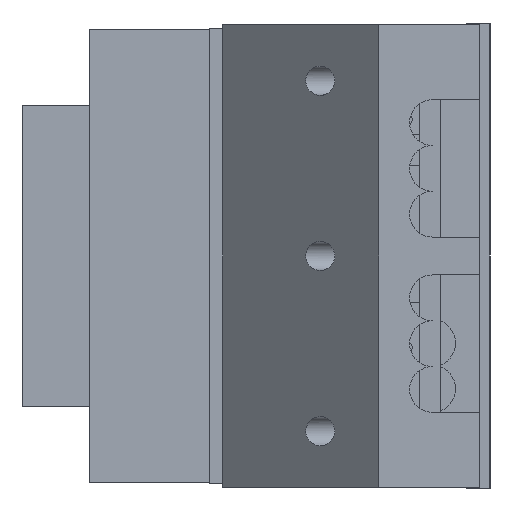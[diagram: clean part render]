
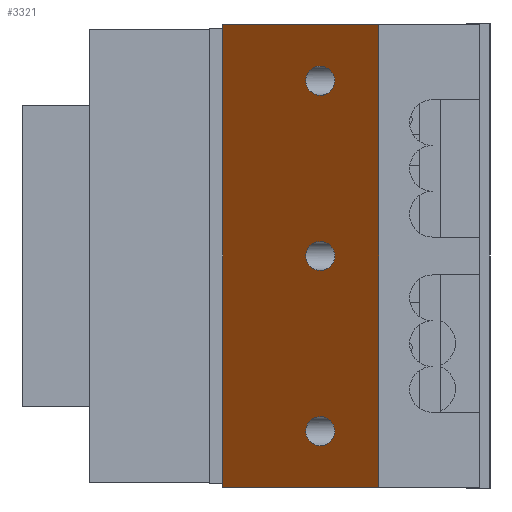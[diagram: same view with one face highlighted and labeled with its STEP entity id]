
A CAD part, left-side view. The second image highlights one B-rep face of the part: STEP entity #3321.
In plain terms, the highlighted planar face has unit normal (-0.707, 0.707, 0).
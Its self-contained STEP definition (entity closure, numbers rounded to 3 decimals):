
#11 = CARTESIAN_POINT ( 'NONE',  ( -104.75, 35.327, -47.65 ) ) ;
#31 = LINE ( 'NONE', #9995, #16079 ) ;
#181 = FACE_BOUND ( 'NONE', #4944, .T. ) ;
#202 = CARTESIAN_POINT ( 'NONE',  ( -97.45, 42.627, 40.35 ) ) ;
#226 = CARTESIAN_POINT ( 'NONE',  ( -97.45, 42.627, 40.35 ) ) ;
#330 = CARTESIAN_POINT ( 'NONE',  ( -97.45, 42.627, -40.35 ) ) ;
#631 = EDGE_CURVE ( 'Defeature ausgef�hrt1_271+Defeature ausgef�hrt1_270+Defeature ausgef�hrt1_272+Defeature ausgef�hrt1_273', #15830, #16322, #3520, .T. ) ;
#634 = CARTESIAN_POINT ( 'NONE',  ( -97.45, 42.627, 3.65 ) ) ;
#919 = CARTESIAN_POINT ( 'NONE',  ( -90.15, 49.927, 40.35 ) ) ;
#1477 = CARTESIAN_POINT ( 'NONE',  ( -104.75, 35.327, 40.35 ) ) ;
#1600 = ORIENTED_EDGE ( 'NONE', *, *, #2219, .T. ) ;
#1745 = DIRECTION ( 'NONE',  ( 0.707, 0.707, 0. ) ) ;
#1832 = CARTESIAN_POINT ( 'NONE',  ( -97.45, 42.627, -47.65 ) ) ;
#2219 = EDGE_CURVE ( 'Defeature ausgef�hrt1_271+Defeature ausgef�hrt1_363+Defeature ausgef�hrt1_363+Defeature ausgef�hrt1_363', #6404, #15413, #4010, .T. ) ;
#2294 = CARTESIAN_POINT ( 'NONE',  ( -90.15, 49.927, 47.65 ) ) ;
#2326 = VERTEX_POINT ( 'NONE', #3981 ) ;
#2387 = EDGE_LOOP ( 'NONE', ( #1600, #4416 ) ) ;
#2559 =( BOUNDED_CURVE ( )  B_SPLINE_CURVE ( 3, ( #5412, #8106, #5573, #330 ),
 .UNSPECIFIED., .F., .F. ) 
 B_SPLINE_CURVE_WITH_KNOTS ( ( 4, 4 ),
 ( 4.712, 7.854 ),
 .UNSPECIFIED. ) 
 CURVE ( )  GEOMETRIC_REPRESENTATION_ITEM ( )  RATIONAL_B_SPLINE_CURVE ( ( 1., 0.333, 0.333, 1. ) ) 
 REPRESENTATION_ITEM ( '' )  );
#2565 = EDGE_CURVE ( 'Defeature ausgef�hrt1_271+Defeature ausgef�hrt1_358+Defeature ausgef�hrt1_358+Defeature ausgef�hrt1_358', #16184, #11819, #5536, .T. ) ;
#2572 = CARTESIAN_POINT ( 'NONE',  ( -112.14, 27.937, -58.1 ) ) ;
#2735 = CARTESIAN_POINT ( 'NONE',  ( -97.45, 42.627, -40.35 ) ) ;
#2752 = CARTESIAN_POINT ( 'NONE',  ( -97.45, 42.627, 3.65 ) ) ;
#2885 = EDGE_LOOP ( 'NONE', ( #13672, #10326 ) ) ;
#3321 = ADVANCED_FACE ( 'Defeature ausgef�hrt1_271', ( #181, #15645, #11494, #16028 ), #9201, .F. ) ;
#3520 = LINE ( 'NONE', #7341, #8684 ) ;
#3981 = CARTESIAN_POINT ( 'NONE',  ( -112.14, 27.937, 58.1 ) ) ;
#4010 =( BOUNDED_CURVE ( )  B_SPLINE_CURVE ( 3, ( #12554, #7635, #8917, #6252 ),
 .UNSPECIFIED., .F., .F. ) 
 B_SPLINE_CURVE_WITH_KNOTS ( ( 4, 4 ),
 ( 1.571, 4.712 ),
 .UNSPECIFIED. ) 
 CURVE ( )  GEOMETRIC_REPRESENTATION_ITEM ( )  RATIONAL_B_SPLINE_CURVE ( ( 1., 0.333, 0.333, 1. ) ) 
 REPRESENTATION_ITEM ( '' )  );
#4036 = CARTESIAN_POINT ( 'NONE',  ( -97.45, 42.627, -47.65 ) ) ;
#4177 = CARTESIAN_POINT ( 'NONE',  ( -97.45, 42.627, 47.65 ) ) ;
#4416 = ORIENTED_EDGE ( 'NONE', *, *, #14087, .T. ) ;
#4485 = CARTESIAN_POINT ( 'NONE',  ( -90.15, 49.927, -3.65 ) ) ;
#4930 = CARTESIAN_POINT ( 'NONE',  ( -97.45, 42.627, 47.65 ) ) ;
#4944 = EDGE_LOOP ( 'NONE', ( #11140, #13451 ) ) ;
#5212 = EDGE_LOOP ( 'NONE', ( #7437, #7150, #11424, #10888 ) ) ;
#5351 = VECTOR ( 'NONE', #15059, 1000. ) ;
#5412 = CARTESIAN_POINT ( 'NONE',  ( -97.45, 42.627, -47.65 ) ) ;
#5511 =( BOUNDED_CURVE ( )  B_SPLINE_CURVE ( 3, ( #13143, #4485, #14285, #634 ),
 .UNSPECIFIED., .F., .F. ) 
 B_SPLINE_CURVE_WITH_KNOTS ( ( 4, 4 ),
 ( 4.712, 7.854 ),
 .UNSPECIFIED. ) 
 CURVE ( )  GEOMETRIC_REPRESENTATION_ITEM ( )  RATIONAL_B_SPLINE_CURVE ( ( 1., 0.333, 0.333, 1. ) ) 
 REPRESENTATION_ITEM ( '' )  );
#5536 =( BOUNDED_CURVE ( )  B_SPLINE_CURVE ( 3, ( #13647, #919, #2294, #11146 ),
 .UNSPECIFIED., .F., .F. ) 
 B_SPLINE_CURVE_WITH_KNOTS ( ( 4, 4 ),
 ( 4.712, 7.854 ),
 .UNSPECIFIED. ) 
 CURVE ( )  GEOMETRIC_REPRESENTATION_ITEM ( )  RATIONAL_B_SPLINE_CURVE ( ( 1., 0.333, 0.333, 1. ) ) 
 REPRESENTATION_ITEM ( '' )  );
#5565 = EDGE_CURVE ( 'Defeature ausgef�hrt1_271+Defeature ausgef�hrt1_368+Defeature ausgef�hrt1_368+Defeature ausgef�hrt1_368', #6308, #16226, #11586, .T. ) ;
#5573 = CARTESIAN_POINT ( 'NONE',  ( -90.15, 49.927, -40.35 ) ) ;
#5899 = CARTESIAN_POINT ( 'NONE',  ( -72.977, 67.1, -58.1 ) ) ;
#6032 = CARTESIAN_POINT ( 'NONE',  ( -72.977, 67.1, 58.1 ) ) ;
#6091 = CARTESIAN_POINT ( 'NONE',  ( -112.14, 27.937, -58.1 ) ) ;
#6252 = CARTESIAN_POINT ( 'NONE',  ( -97.45, 42.627, -3.65 ) ) ;
#6308 = VERTEX_POINT ( 'NONE', #11212 ) ;
#6362 = CARTESIAN_POINT ( 'NONE',  ( -97.45, 42.627, -3.65 ) ) ;
#6404 = VERTEX_POINT ( 'NONE', #2752 ) ;
#6725 =( BOUNDED_CURVE ( )  B_SPLINE_CURVE ( 3, ( #4177, #13064, #1477, #202 ),
 .UNSPECIFIED., .F., .F. ) 
 B_SPLINE_CURVE_WITH_KNOTS ( ( 4, 4 ),
 ( 1.571, 4.712 ),
 .UNSPECIFIED. ) 
 CURVE ( )  GEOMETRIC_REPRESENTATION_ITEM ( )  RATIONAL_B_SPLINE_CURVE ( ( 1., 0.333, 0.333, 1. ) ) 
 REPRESENTATION_ITEM ( '' )  );
#7150 = ORIENTED_EDGE ( 'NONE', *, *, #16034, .F. ) ;
#7341 = CARTESIAN_POINT ( 'NONE',  ( -72.977, 67.1, 58.1 ) ) ;
#7437 = ORIENTED_EDGE ( 'NONE', *, *, #9574, .T. ) ;
#7635 = CARTESIAN_POINT ( 'NONE',  ( -104.75, 35.327, 3.65 ) ) ;
#7928 = CARTESIAN_POINT ( 'NONE',  ( -112.14, 27.937, 58.1 ) ) ;
#8106 = CARTESIAN_POINT ( 'NONE',  ( -90.15, 49.927, -47.65 ) ) ;
#8615 = EDGE_CURVE ( 'Defeature ausgef�hrt1_271+Defeature ausgef�hrt1_368+Defeature ausgef�hrt1_368+Defeature ausgef�hrt1_368', #16226, #6308, #2559, .T. ) ;
#8684 = VECTOR ( 'NONE', #14811, 1000. ) ;
#8899 = LINE ( 'NONE', #2572, #5351 ) ;
#8917 = CARTESIAN_POINT ( 'NONE',  ( -104.75, 35.327, -3.65 ) ) ;
#9201 = PLANE ( 'NONE',  #15306 ) ;
#9574 = EDGE_CURVE ( 'Defeature ausgef�hrt1_271+Defeature ausgef�hrt1_273+Defeature ausgef�hrt1_270+Defeature ausgef�hrt1_265', #16322, #13426, #8899, .T. ) ;
#9995 = CARTESIAN_POINT ( 'NONE',  ( -112.14, 27.937, 58.1 ) ) ;
#10326 = ORIENTED_EDGE ( 'NONE', *, *, #2565, .T. ) ;
#10888 = ORIENTED_EDGE ( 'NONE', *, *, #631, .T. ) ;
#11140 = ORIENTED_EDGE ( 'NONE', *, *, #5565, .T. ) ;
#11146 = CARTESIAN_POINT ( 'NONE',  ( -97.45, 42.627, 47.65 ) ) ;
#11212 = CARTESIAN_POINT ( 'NONE',  ( -97.45, 42.627, -40.35 ) ) ;
#11424 = ORIENTED_EDGE ( 'NONE', *, *, #15618, .F. ) ;
#11494 = FACE_BOUND ( 'NONE', #2885, .T. ) ;
#11580 = CARTESIAN_POINT ( 'NONE',  ( -104.75, 35.327, -40.35 ) ) ;
#11586 =( BOUNDED_CURVE ( )  B_SPLINE_CURVE ( 3, ( #2735, #11580, #11, #4036 ),
 .UNSPECIFIED., .F., .F. ) 
 B_SPLINE_CURVE_WITH_KNOTS ( ( 4, 4 ),
 ( 1.571, 4.712 ),
 .UNSPECIFIED. ) 
 CURVE ( )  GEOMETRIC_REPRESENTATION_ITEM ( )  RATIONAL_B_SPLINE_CURVE ( ( 1., 0.333, 0.333, 1. ) ) 
 REPRESENTATION_ITEM ( '' )  );
#11761 = DIRECTION ( 'NONE',  ( -0.707, -0.707, 0. ) ) ;
#11806 = CARTESIAN_POINT ( 'NONE',  ( -112.14, 27.937, 58.1 ) ) ;
#11819 = VERTEX_POINT ( 'NONE', #4930 ) ;
#12554 = CARTESIAN_POINT ( 'NONE',  ( -97.45, 42.627, 3.65 ) ) ;
#13064 = CARTESIAN_POINT ( 'NONE',  ( -104.75, 35.327, 47.65 ) ) ;
#13074 = EDGE_CURVE ( 'Defeature ausgef�hrt1_271+Defeature ausgef�hrt1_358+Defeature ausgef�hrt1_358+Defeature ausgef�hrt1_358', #11819, #16184, #6725, .T. ) ;
#13143 = CARTESIAN_POINT ( 'NONE',  ( -97.45, 42.627, -3.65 ) ) ;
#13426 = VERTEX_POINT ( 'NONE', #6091 ) ;
#13451 = ORIENTED_EDGE ( 'NONE', *, *, #8615, .T. ) ;
#13647 = CARTESIAN_POINT ( 'NONE',  ( -97.45, 42.627, 40.35 ) ) ;
#13672 = ORIENTED_EDGE ( 'NONE', *, *, #13074, .T. ) ;
#14087 = EDGE_CURVE ( 'Defeature ausgef�hrt1_271+Defeature ausgef�hrt1_363+Defeature ausgef�hrt1_363+Defeature ausgef�hrt1_363', #15413, #6404, #5511, .T. ) ;
#14285 = CARTESIAN_POINT ( 'NONE',  ( -90.15, 49.927, 3.65 ) ) ;
#14405 = DIRECTION ( 'NONE',  ( 0.707, -0.707, 0. ) ) ;
#14811 = DIRECTION ( 'NONE',  ( 0., 0., -1. ) ) ;
#15059 = DIRECTION ( 'NONE',  ( -0.707, -0.707, 0. ) ) ;
#15092 = LINE ( 'NONE', #11806, #16096 ) ;
#15097 = DIRECTION ( 'NONE',  ( 0., 0., -1. ) ) ;
#15306 = AXIS2_PLACEMENT_3D ( 'NONE', #7928, #14405, #1745 ) ;
#15413 = VERTEX_POINT ( 'NONE', #6362 ) ;
#15618 = EDGE_CURVE ( 'Defeature ausgef�hrt1_272+Defeature ausgef�hrt1_271+Defeature ausgef�hrt1_270+Defeature ausgef�hrt1_265', #15830, #2326, #15092, .T. ) ;
#15645 = FACE_BOUND ( 'NONE', #2387, .T. ) ;
#15830 = VERTEX_POINT ( 'NONE', #6032 ) ;
#16028 = FACE_OUTER_BOUND ( 'NONE', #5212, .T. ) ;
#16034 = EDGE_CURVE ( 'Defeature ausgef�hrt1_265+Defeature ausgef�hrt1_271+Defeature ausgef�hrt1_272+Defeature ausgef�hrt1_273', #2326, #13426, #31, .T. ) ;
#16079 = VECTOR ( 'NONE', #15097, 1000. ) ;
#16096 = VECTOR ( 'NONE', #11761, 1000. ) ;
#16184 = VERTEX_POINT ( 'NONE', #226 ) ;
#16226 = VERTEX_POINT ( 'NONE', #1832 ) ;
#16322 = VERTEX_POINT ( 'NONE', #5899 ) ;
